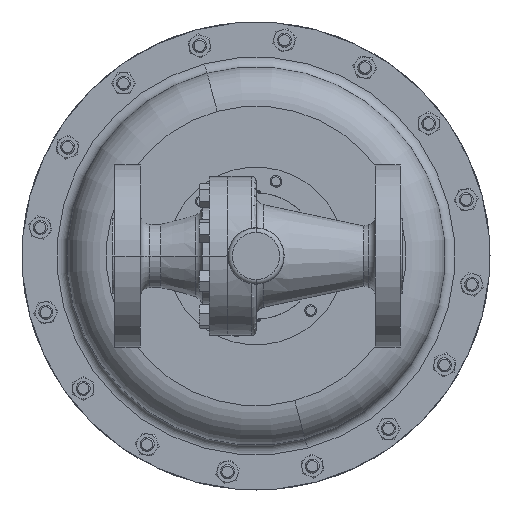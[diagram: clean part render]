
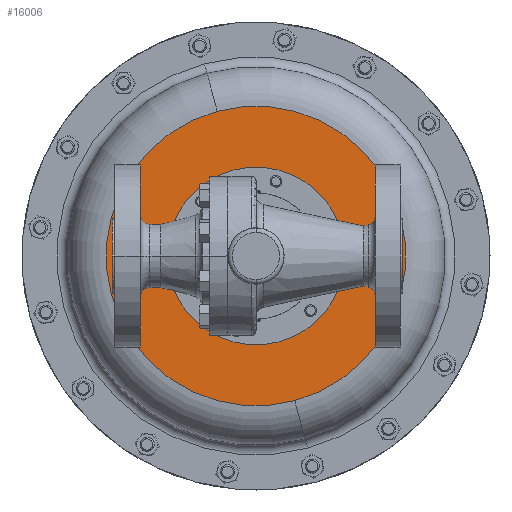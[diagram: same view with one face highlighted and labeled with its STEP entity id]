
A CAD part, front view. The second image highlights one B-rep face of the part: STEP entity #16006.
In plain terms, the highlighted planar face has unit normal (0, -1, 0).
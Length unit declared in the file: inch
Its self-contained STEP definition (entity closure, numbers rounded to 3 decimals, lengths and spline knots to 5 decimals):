
#569 = AXIS2_PLACEMENT_3D ( 'NONE', #10445, #26110, #12708 ) ;
#633 = DIRECTION ( 'NONE',  ( 0., 1., 0. ) ) ;
#707 = EDGE_LOOP ( 'NONE', ( #25496, #26624 ) ) ;
#908 = VERTEX_POINT ( 'NONE', #25087 ) ;
#1793 = CARTESIAN_POINT ( 'NONE',  ( 0.61311, 9.7203, 4.0434 ) ) ;
#1959 = CIRCLE ( 'NONE', #13179, 4. ) ;
#2635 = CIRCLE ( 'NONE', #24878, 2.375 ) ;
#2798 = ORIENTED_EDGE ( 'NONE', *, *, #14781, .T. ) ;
#4065 = DIRECTION ( 'NONE',  ( 0.707, 0., 0.707 ) ) ;
#4959 = CARTESIAN_POINT ( 'NONE',  ( 0.61311, 9.7203, 4.0434 ) ) ;
#6721 = CARTESIAN_POINT ( 'NONE',  ( -1.06627, 9.7203, 2.36402 ) ) ;
#7232 = DIRECTION ( 'NONE',  ( 0.707, 0., 0.707 ) ) ;
#8250 = FACE_OUTER_BOUND ( 'NONE', #707, .T. ) ;
#8253 = DIRECTION ( 'NONE',  ( 0.259, 0., -0.966 ) ) ;
#10171 = EDGE_LOOP ( 'NONE', ( #23935, #2798 ) ) ;
#10311 = CIRCLE ( 'NONE', #569, 4. ) ;
#10396 = PLANE ( 'NONE',  #21729 ) ;
#10441 = AXIS2_PLACEMENT_3D ( 'NONE', #4959, #20633, #7232 ) ;
#10445 = CARTESIAN_POINT ( 'NONE',  ( 0.61311, 9.7203, 4.0434 ) ) ;
#10697 = CARTESIAN_POINT ( 'NONE',  ( 1.64839, 9.7203, 0.17969 ) ) ;
#12708 = DIRECTION ( 'NONE',  ( -0.259, 0., 0.966 ) ) ;
#12962 = VERTEX_POINT ( 'NONE', #6721 ) ;
#13179 = AXIS2_PLACEMENT_3D ( 'NONE', #14035, #633, #16299 ) ;
#13413 = VERTEX_POINT ( 'NONE', #10697 ) ;
#14035 = CARTESIAN_POINT ( 'NONE',  ( 0.61311, 9.7203, 4.0434 ) ) ;
#14781 = EDGE_CURVE ( 'NONE', #908, #12962, #27463, .T. ) ;
#15172 = EDGE_CURVE ( 'NONE', #12962, #908, #2635, .T. ) ;
#16006 = ADVANCED_FACE ( 'NONE', ( #8250, #18781 ), #10396, .T. ) ;
#16299 = DIRECTION ( 'NONE',  ( -0.259, 0., 0.966 ) ) ;
#16520 = EDGE_CURVE ( 'NONE', #21311, #13413, #10311, .T. ) ;
#17177 = CARTESIAN_POINT ( 'NONE',  ( 4.47681, 9.7203, 5.07867 ) ) ;
#17495 = DIRECTION ( 'NONE',  ( 0., 1., 0. ) ) ;
#18781 = FACE_BOUND ( 'NONE', #10171, .T. ) ;
#18866 = CARTESIAN_POINT ( 'NONE',  ( -0.42217, 9.7203, 7.9071 ) ) ;
#20633 = DIRECTION ( 'NONE',  ( 0., 1., 0. ) ) ;
#21311 = VERTEX_POINT ( 'NONE', #18866 ) ;
#21660 = DIRECTION ( 'NONE',  ( 0., -1., 0. ) ) ;
#21729 = AXIS2_PLACEMENT_3D ( 'NONE', #17177, #21660, #8253 ) ;
#23014 = EDGE_CURVE ( 'NONE', #13413, #21311, #1959, .T. ) ;
#23935 = ORIENTED_EDGE ( 'NONE', *, *, #15172, .T. ) ;
#24878 = AXIS2_PLACEMENT_3D ( 'NONE', #1793, #17495, #4065 ) ;
#25087 = CARTESIAN_POINT ( 'NONE',  ( 2.29249, 9.7203, 5.72278 ) ) ;
#25496 = ORIENTED_EDGE ( 'NONE', *, *, #16520, .F. ) ;
#26110 = DIRECTION ( 'NONE',  ( 0., 1., 0. ) ) ;
#26624 = ORIENTED_EDGE ( 'NONE', *, *, #23014, .F. ) ;
#27463 = CIRCLE ( 'NONE', #10441, 2.375 ) ;
